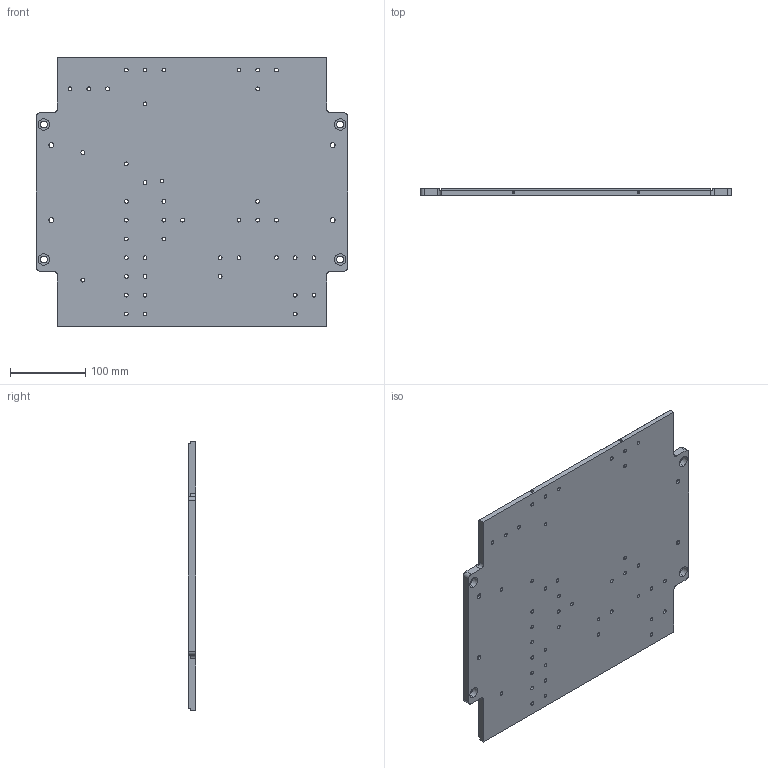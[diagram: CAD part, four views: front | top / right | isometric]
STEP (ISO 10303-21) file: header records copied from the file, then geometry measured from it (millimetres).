
FILE_DESCRIPTION (( 'STEP AP203' ), '1' );
FILE_NAME ('6_base.STEP', '2021-09-10T09:15:55', ( '' ), ( '' ), 'SwSTEP 2.0', 'SolidWorks 2020', '' );
FILE_SCHEMA (( 'CONFIG_CONTROL_DESIGN' ));
Length unit declared in the file: millimetre
Products named in the file (1): 6_base
Bounding box: 415 x 10 x 359 mm (x, y, z)
Volume: 1377692.1 mm3; surface area: 308200.5 mm2
Topology: 1 solids, 1 shells, 229 faces, 630 edges, 392 vertices
Faces by surface type: cylinder 164, cone 34, plane 31
Entity records: 7545 total; most frequent: DIRECTION 1382, CARTESIAN_POINT 1306, ORIENTED_EDGE 1192, EDGE_CURVE 596, AXIS2_PLACEMENT_3D 564, VERTEX_POINT 392, EDGE_LOOP 362, CIRCLE 334
